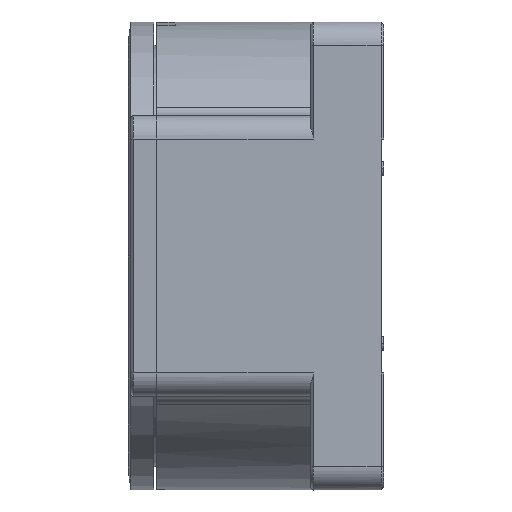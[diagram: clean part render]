
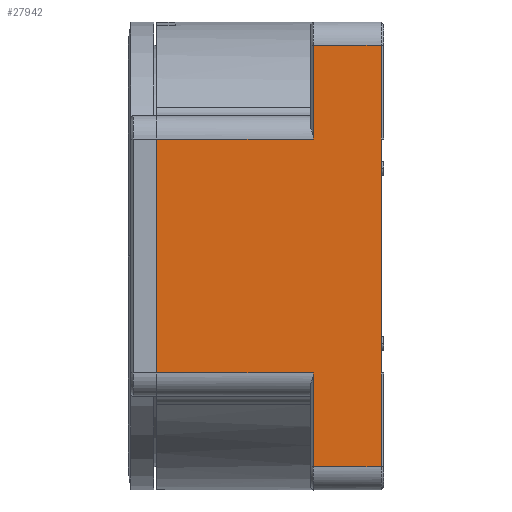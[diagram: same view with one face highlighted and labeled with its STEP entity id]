
A CAD part, left-side view. The second image highlights one B-rep face of the part: STEP entity #27942.
In plain terms, the highlighted planar face has unit normal (-1, 0, 0).
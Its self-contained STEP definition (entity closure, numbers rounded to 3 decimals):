
#950 = LINE ( 'NONE', #2741, #34376 ) ;
#2279 = VERTEX_POINT ( 'NONE', #44575 ) ;
#2664 = DIRECTION ( 'NONE',  ( 0., -1., 0. ) ) ;
#2741 = CARTESIAN_POINT ( 'NONE',  ( -92.5, -30.96, 45. ) ) ;
#4040 = LINE ( 'NONE', #52381, #15286 ) ;
#4551 = DIRECTION ( 'NONE',  ( 0., 0., -1. ) ) ;
#5620 = VERTEX_POINT ( 'NONE', #37637 ) ;
#5983 = LINE ( 'NONE', #9052, #25745 ) ;
#6940 = DIRECTION ( 'NONE',  ( 0., 0., 1. ) ) ;
#7089 = DIRECTION ( 'NONE',  ( 0., 0., 1. ) ) ;
#7488 = LINE ( 'NONE', #25526, #38162 ) ;
#8624 = LINE ( 'NONE', #32202, #29580 ) ;
#8723 = VECTOR ( 'NONE', #36505, 1000. ) ;
#9052 = CARTESIAN_POINT ( 'NONE',  ( -92.5, -15.5, -46.8 ) ) ;
#9126 = DIRECTION ( 'NONE',  ( 0., 0., -1. ) ) ;
#9636 = VERTEX_POINT ( 'NONE', #42062 ) ;
#10114 = DIRECTION ( 'NONE',  ( 0., 0., 1. ) ) ;
#11330 = FACE_OUTER_BOUND ( 'NONE', #17328, .T. ) ;
#11431 = CARTESIAN_POINT ( 'NONE',  ( -92.5, -30., 45. ) ) ;
#11921 = ORIENTED_EDGE ( 'NONE', *, *, #23646, .T. ) ;
#13293 = DIRECTION ( 'NONE',  ( 0., 0., -1. ) ) ;
#14975 = ORIENTED_EDGE ( 'NONE', *, *, #26359, .T. ) ;
#15286 = VECTOR ( 'NONE', #2664, 1000. ) ;
#15386 = VECTOR ( 'NONE', #41712, 1000. ) ;
#17328 = EDGE_LOOP ( 'NONE', ( #40916, #14975, #19725, #11921, #51337, #41503, #37840, #34221, #21675, #20367 ) ) ;
#17912 = LINE ( 'NONE', #35119, #19265 ) ;
#19257 = LINE ( 'NONE', #38817, #41276 ) ;
#19265 = VECTOR ( 'NONE', #31150, 1000. ) ;
#19506 = CARTESIAN_POINT ( 'NONE',  ( -92.5, -30.96, -46.8 ) ) ;
#19725 = ORIENTED_EDGE ( 'NONE', *, *, #23108, .T. ) ;
#20367 = ORIENTED_EDGE ( 'NONE', *, *, #25897, .T. ) ;
#21675 = ORIENTED_EDGE ( 'NONE', *, *, #28024, .T. ) ;
#23108 = EDGE_CURVE ( 'NONE', #48576, #52322, #950, .T. ) ;
#23250 = VERTEX_POINT ( 'NONE', #28782 ) ;
#23646 = EDGE_CURVE ( 'NONE', #52322, #23250, #7488, .T. ) ;
#24028 = EDGE_CURVE ( 'NONE', #23250, #5620, #38785, .T. ) ;
#25227 = EDGE_CURVE ( 'NONE', #5620, #26459, #19257, .T. ) ;
#25387 = EDGE_CURVE ( 'NONE', #26459, #9636, #4040, .T. ) ;
#25526 = CARTESIAN_POINT ( 'NONE',  ( -92.5, -15.5, -46.8 ) ) ;
#25713 = EDGE_CURVE ( 'NONE', #9636, #2279, #5983, .T. ) ;
#25745 = VECTOR ( 'NONE', #13293, 1000. ) ;
#25897 = EDGE_CURVE ( 'NONE', #41323, #30201, #53344, .T. ) ;
#26359 = EDGE_CURVE ( 'NONE', #41840, #48576, #8624, .T. ) ;
#26459 = VERTEX_POINT ( 'NONE', #32904 ) ;
#27942 = ADVANCED_FACE ( 'NONE', ( #11330 ), #52435, .T. ) ;
#28024 = EDGE_CURVE ( 'NONE', #2279, #41323, #30991, .T. ) ;
#28782 = CARTESIAN_POINT ( 'NONE',  ( -92.5, -15.5, 25. ) ) ;
#29580 = VECTOR ( 'NONE', #7089, 1000. ) ;
#30201 = VERTEX_POINT ( 'NONE', #36247 ) ;
#30991 = LINE ( 'NONE', #49042, #8723 ) ;
#31007 = CARTESIAN_POINT ( 'NONE',  ( -92.5, -30., -46.8 ) ) ;
#31150 = DIRECTION ( 'NONE',  ( 0., 0., -1. ) ) ;
#32056 = DIRECTION ( 'NONE',  ( -1., 0., 0. ) ) ;
#32078 = DIRECTION ( 'NONE',  ( 0., 1., 0. ) ) ;
#32202 = CARTESIAN_POINT ( 'NONE',  ( -92.5, -30., -46.8 ) ) ;
#32875 = VECTOR ( 'NONE', #10114, 1000. ) ;
#32904 = CARTESIAN_POINT ( 'NONE',  ( -92.5, 18., -25. ) ) ;
#34221 = ORIENTED_EDGE ( 'NONE', *, *, #25713, .T. ) ;
#34376 = VECTOR ( 'NONE', #32078, 1000. ) ;
#35119 = CARTESIAN_POINT ( 'NONE',  ( -92.5, -30., -52. ) ) ;
#35647 = CARTESIAN_POINT ( 'NONE',  ( -92.5, -30., 25. ) ) ;
#36247 = CARTESIAN_POINT ( 'NONE',  ( -92.5, -30., -25. ) ) ;
#36505 = DIRECTION ( 'NONE',  ( 0., -1., 0. ) ) ;
#37637 = CARTESIAN_POINT ( 'NONE',  ( -92.5, 18., 25. ) ) ;
#37834 = CARTESIAN_POINT ( 'NONE',  ( -92.5, -15.5, 45. ) ) ;
#37840 = ORIENTED_EDGE ( 'NONE', *, *, #25387, .T. ) ;
#38162 = VECTOR ( 'NONE', #4551, 1000. ) ;
#38785 = LINE ( 'NONE', #53817, #15386 ) ;
#38817 = CARTESIAN_POINT ( 'NONE',  ( -92.5, 18., -46.8 ) ) ;
#40899 = EDGE_CURVE ( 'NONE', #41840, #30201, #17912, .T. ) ;
#40916 = ORIENTED_EDGE ( 'NONE', *, *, #40899, .F. ) ;
#41276 = VECTOR ( 'NONE', #9126, 1000. ) ;
#41323 = VERTEX_POINT ( 'NONE', #44005 ) ;
#41503 = ORIENTED_EDGE ( 'NONE', *, *, #25227, .T. ) ;
#41712 = DIRECTION ( 'NONE',  ( 0., 1., 0. ) ) ;
#41840 = VERTEX_POINT ( 'NONE', #35647 ) ;
#42062 = CARTESIAN_POINT ( 'NONE',  ( -92.5, -15.5, -25. ) ) ;
#42811 = AXIS2_PLACEMENT_3D ( 'NONE', #19506, #32056, #6940 ) ;
#44005 = CARTESIAN_POINT ( 'NONE',  ( -92.5, -30., -45. ) ) ;
#44575 = CARTESIAN_POINT ( 'NONE',  ( -92.5, -15.5, -45. ) ) ;
#48576 = VERTEX_POINT ( 'NONE', #11431 ) ;
#49042 = CARTESIAN_POINT ( 'NONE',  ( -92.5, -30.96, -45. ) ) ;
#51337 = ORIENTED_EDGE ( 'NONE', *, *, #24028, .T. ) ;
#52322 = VERTEX_POINT ( 'NONE', #37834 ) ;
#52381 = CARTESIAN_POINT ( 'NONE',  ( -92.5, -30.96, -25. ) ) ;
#52435 = PLANE ( 'NONE',  #42811 ) ;
#53344 = LINE ( 'NONE', #31007, #32875 ) ;
#53817 = CARTESIAN_POINT ( 'NONE',  ( -92.5, -30.96, 25. ) ) ;
